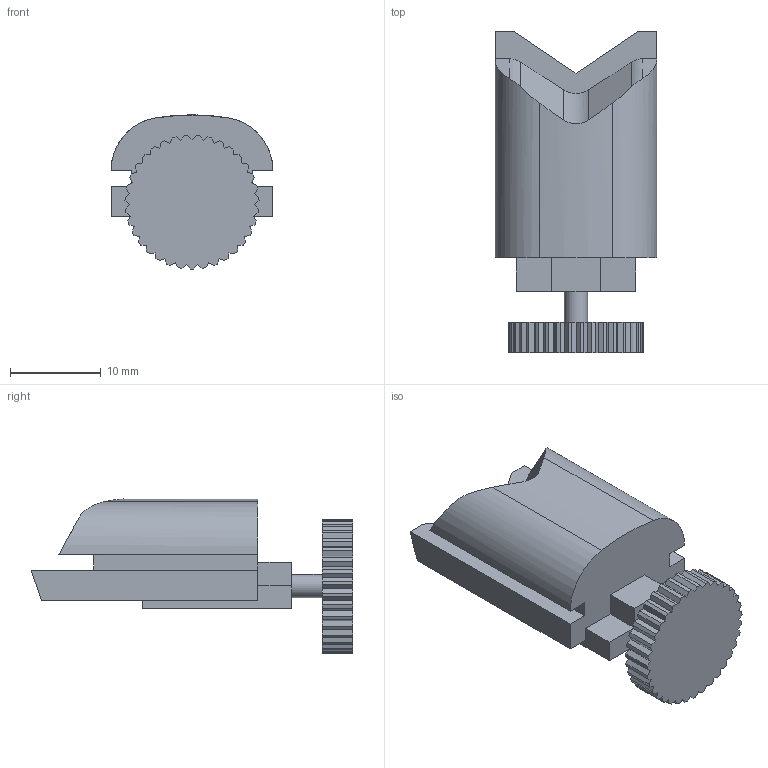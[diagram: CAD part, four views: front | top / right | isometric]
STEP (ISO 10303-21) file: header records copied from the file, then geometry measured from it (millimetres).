
FILE_DESCRIPTION(/* description */ (''),/* implementation_level */ '2;1');
FILE_NAME(/* name */ 'Pump Clamp gray.ipt.step',/* time_stamp */ '2022-11-29T08:42:17+01:00',/* author */ ('diederichbenedict'),/* organization */ (''),/* preprocessor_version */ 'ST-DEVELOPER v18.1',/* originating_system */ 'Autodesk Inventor 2022',/* authorisation */ '');
FILE_SCHEMA (('AUTOMOTIVE_DESIGN { 1 0 10303 214 3 1 1 }'));
Length unit declared in the file: inch
Products named in the file (1): Pump Clamp gray
Bounding box: 17.78 x 35.34 x 16.94 mm (x, y, z)
Volume: 4308.6 mm3; surface area: 2462.2 mm2
Topology: 1 solids, 1 shells, 142 faces, 413 edges, 275 vertices
Faces by surface type: plane 100, cylinder 41, bspline 1
Full cylindrical faces by diameter (mm): 2.54 x1
Entity records: 4737 total; most frequent: CARTESIAN_POINT 861, ORIENTED_EDGE 826, DIRECTION 779, EDGE_CURVE 413, LINE 325, VECTOR 325, VERTEX_POINT 275, AXIS2_PLACEMENT_3D 227
